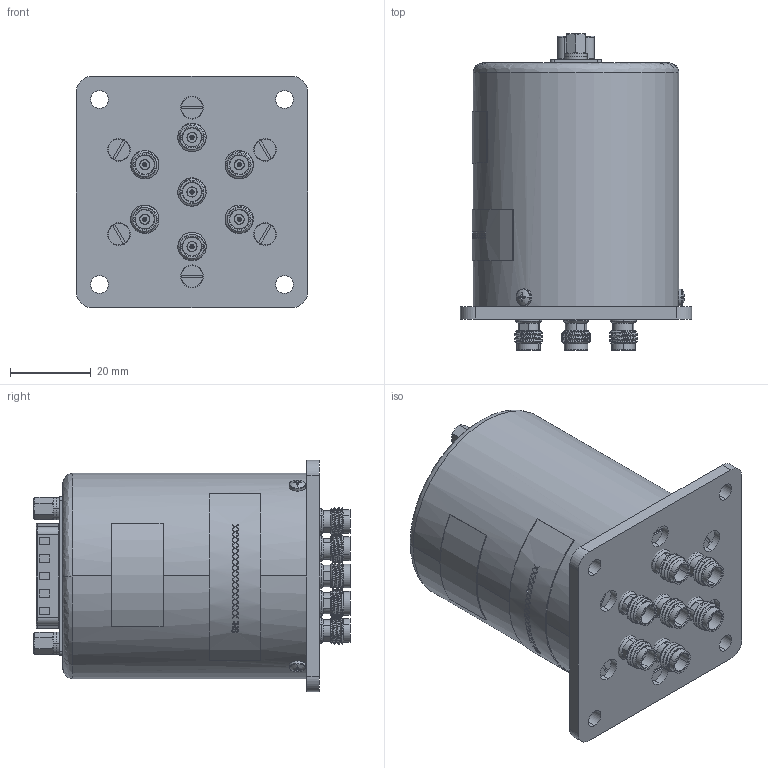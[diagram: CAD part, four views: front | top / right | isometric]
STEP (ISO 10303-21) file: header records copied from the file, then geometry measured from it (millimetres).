
FILE_DESCRIPTION (( 'STEP AP214' ), '1' );
FILE_NAME ('FMSW6573_3D.step', '2023-02-17T21:47:21', ( '' ), ( '' ), 'SwSTEP 2.0', 'SolidWorks 2022', '' );
FILE_SCHEMA (( 'AUTOMOTIVE_DESIGN' ));
Length unit declared in the file: inch
Products named in the file (10): A12075Y04_-203_6; R16L20_6T; 15P mela-D-SUB CUP 172E-015-103_6; FMSW6573_3D; 50GCONN_2; 15P+H2.375+D2_3; A12066001-e360_9; R16L21001_defeature_1; A16L61008_-001_7; A16L24Y01-CST_6
Assembly tree (25 placements, depth 3):
  FMSW6573_3D
    R16L20_6T
      R16L21001_defeature_1
      50GCONN_2  x7
      A16L24Y01-CST_6  x8
    15P+H2.375+D2_3
      A16L61008_-001_7
      15P mela-D-SUB CUP 172E-015-103_6
      A12066001-e360_9  x2
    A12075Y04_-203_6  x3
Bounding box: 57.15 x 78.13 x 57.15 mm (x, y, z)
Volume: 26615.5 mm3; surface area: 39960.9 mm2
Topology: 48 solids, 55 shells, 2032 faces, 4843 edges, 3073 vertices
Faces by surface type: plane 699, cylinder 638, bspline 482, cone 213
Entity records: 49827 total; most frequent: CARTESIAN_POINT 19708, ORIENTED_EDGE 5842, DIRECTION 4196, EDGE_CURVE 2921, VERTEX_POINT 1886, AXIS2_PLACEMENT_3D 1605, EDGE_LOOP 1323, FACE_OUTER_BOUND 1177
